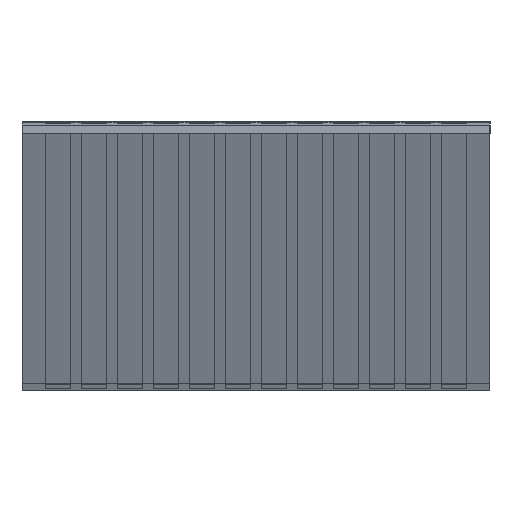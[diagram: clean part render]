
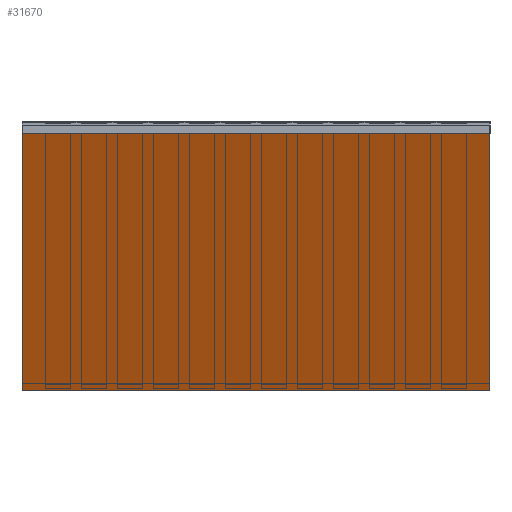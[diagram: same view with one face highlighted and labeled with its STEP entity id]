
A CAD part, left-side view. The second image highlights one B-rep face of the part: STEP entity #31670.
In plain terms, the highlighted planar face has unit normal (-0.911, 0, -0.412).
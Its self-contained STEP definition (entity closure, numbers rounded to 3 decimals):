
#653=ORIENTED_EDGE('',*,*,#7569,.T.);
#654=ORIENTED_EDGE('',*,*,#7557,.F.);
#655=ORIENTED_EDGE('',*,*,#7570,.F.);
#656=ORIENTED_EDGE('',*,*,#7566,.T.);
#7557=EDGE_CURVE('',#10990,#10989,#13355,.T.);
#7566=EDGE_CURVE('',#10997,#10996,#13363,.T.);
#7569=EDGE_CURVE('',#10996,#10989,#13365,.T.);
#7570=EDGE_CURVE('',#10997,#10990,#13366,.T.);
#10989=VERTEX_POINT('',#40165);
#10990=VERTEX_POINT('',#40167);
#10996=VERTEX_POINT('',#40190);
#10997=VERTEX_POINT('',#40192);
#13355=LINE('',#40168,#16805);
#13363=LINE('',#40191,#16813);
#13365=LINE('',#40200,#16815);
#13366=LINE('',#40201,#16816);
#16805=VECTOR('',#34258,1000.);
#16813=VECTOR('',#34276,1000.);
#16815=VECTOR('',#34280,1000.);
#16816=VECTOR('',#34281,1000.);
#20067=EDGE_LOOP('',(#653,#654,#655,#656));
#21227=FACE_BOUND('',#20067,.T.);
#22387=PLANE('',#32837);
#31670=ADVANCED_FACE('',(#21227),#22387,.F.);
#32837=AXIS2_PLACEMENT_3D('',#40199,#34278,#34279);
#34258=DIRECTION('',(0.,-1.,0.));
#34276=DIRECTION('',(0.,-1.,0.));
#34278=DIRECTION('',(0.911,0.,0.412));
#34279=DIRECTION('',(0.412,0.,-0.911));
#34280=DIRECTION('',(-0.412,0.,0.911));
#34281=DIRECTION('',(-0.412,0.,0.911));
#40165=CARTESIAN_POINT('',(35.04,0.,-0.167));
#40167=CARTESIAN_POINT('',(35.04,13.,-0.167));
#40168=CARTESIAN_POINT('',(35.04,13.,-0.167));
#40190=CARTESIAN_POINT('',(38.337,0.,-7.457));
#40191=CARTESIAN_POINT('',(38.337,13.,-7.457));
#40192=CARTESIAN_POINT('',(38.337,13.,-7.457));
#40199=CARTESIAN_POINT('',(35.04,13.,-0.167));
#40200=CARTESIAN_POINT('',(35.04,0.,-0.167));
#40201=CARTESIAN_POINT('',(35.04,13.,-0.167));
